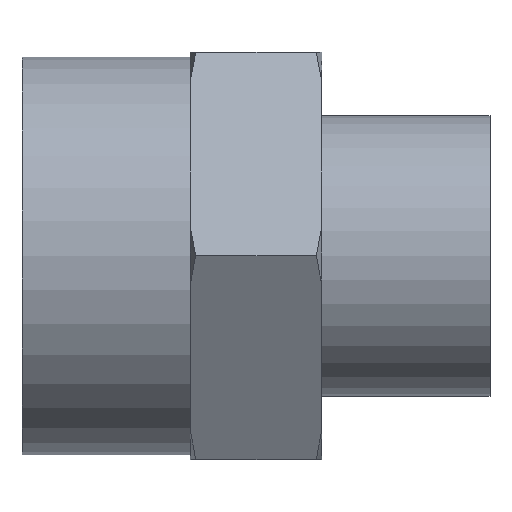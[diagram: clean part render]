
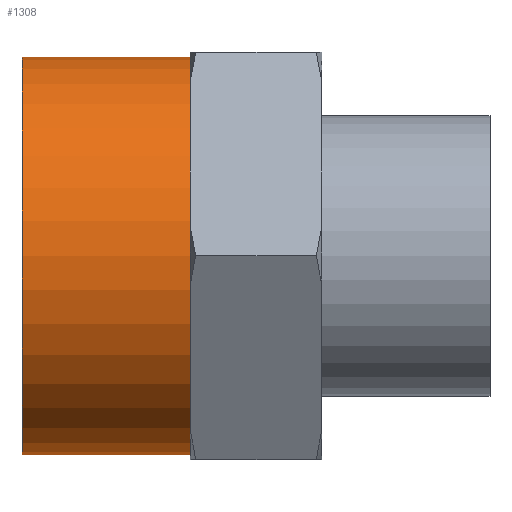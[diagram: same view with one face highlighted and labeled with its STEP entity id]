
A CAD part, top view. The second image highlights one B-rep face of the part: STEP entity #1308.
In plain terms, the highlighted cylindrical face has radius 10.05 mm (diameter 20.1 mm), a full revolution.
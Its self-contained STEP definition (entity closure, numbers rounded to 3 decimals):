
#207=FACE_OUTER_BOUND('',#284,.T.);
#284=EDGE_LOOP('',(#883,#884,#885,#886));
#368=LINE('',#1794,#431);
#431=VECTOR('',#1507,11.113);
#494=CIRCLE('',#1389,10.05);
#495=CIRCLE('',#1390,10.05);
#533=VERTEX_POINT('',#1791);
#534=VERTEX_POINT('',#1793);
#673=EDGE_CURVE('',#533,#533,#494,.T.);
#674=EDGE_CURVE('',#533,#534,#368,.T.);
#675=EDGE_CURVE('',#534,#534,#495,.T.);
#883=ORIENTED_EDGE('',*,*,#673,.F.);
#884=ORIENTED_EDGE('',*,*,#674,.T.);
#885=ORIENTED_EDGE('',*,*,#675,.F.);
#886=ORIENTED_EDGE('',*,*,#674,.F.);
#1303=CYLINDRICAL_SURFACE('',#1388,10.05);
#1308=ADVANCED_FACE('',(#207),#1303,.T.);
#1388=AXIS2_PLACEMENT_3D('',#1790,#1503,#1504);
#1389=AXIS2_PLACEMENT_3D('',#1792,#1505,#1506);
#1390=AXIS2_PLACEMENT_3D('',#1795,#1508,#1509);
#1503=DIRECTION('center_axis',(1.,0.,0.));
#1504=DIRECTION('ref_axis',(0.,0.,1.));
#1505=DIRECTION('center_axis',(1.,0.,0.));
#1506=DIRECTION('ref_axis',(0.,0.,1.));
#1507=DIRECTION('',(-1.,0.,0.));
#1508=DIRECTION('center_axis',(-1.,0.,0.));
#1509=DIRECTION('ref_axis',(0.,0.,1.));
#1790=CARTESIAN_POINT('Origin',(34.75,0.09,0.));
#1791=CARTESIAN_POINT('',(48.759,0.09,-10.05));
#1792=CARTESIAN_POINT('Origin',(48.759,0.09,0.));
#1793=CARTESIAN_POINT('',(40.257,0.09,-10.05));
#1794=CARTESIAN_POINT('',(34.75,0.09,-10.05));
#1795=CARTESIAN_POINT('Origin',(40.257,0.09,0.));
